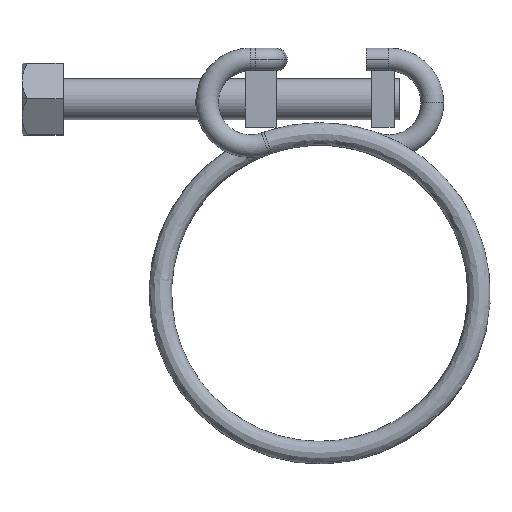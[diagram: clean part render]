
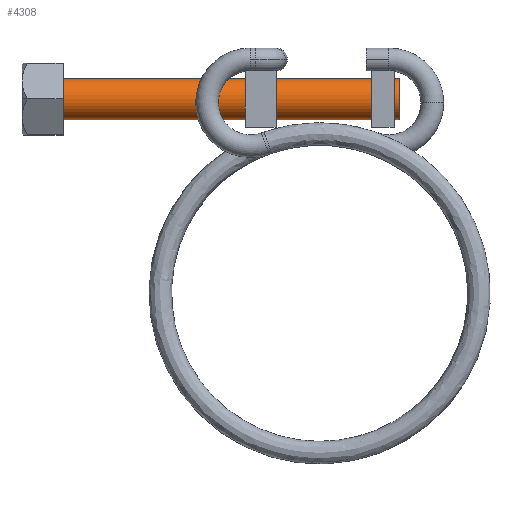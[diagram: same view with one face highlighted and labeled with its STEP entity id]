
A CAD part, top view. The second image highlights one B-rep face of the part: STEP entity #4308.
In plain terms, the highlighted cylindrical face has radius 2 mm (diameter 4 mm), a partial arc.
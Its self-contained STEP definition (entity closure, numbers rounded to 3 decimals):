
#9 = FACE_OUTER_BOUND ( 'NONE', #6147, .T. ) ;
#685 = DIRECTION ( 'NONE',  ( 0., -1., 0. ) ) ;
#1083 = VERTEX_POINT ( 'NONE', #7829 ) ;
#1842 = AXIS2_PLACEMENT_3D ( 'NONE', #4549, #3227, #5234 ) ;
#2197 = DIRECTION ( 'NONE',  ( -1., 0., 0. ) ) ;
#3084 = VERTEX_POINT ( 'NONE', #6755 ) ;
#3227 = DIRECTION ( 'NONE',  ( 1., 0., 0. ) ) ;
#3291 = ORIENTED_EDGE ( 'NONE', *, *, #7615, .F. ) ;
#3308 = CARTESIAN_POINT ( 'NONE',  ( 7.745, 18.9, 0. ) ) ;
#3651 = ORIENTED_EDGE ( 'NONE', *, *, #3998, .T. ) ;
#3789 = AXIS2_PLACEMENT_3D ( 'NONE', #3308, #4089, #685 ) ;
#3998 = EDGE_CURVE ( 'NONE', #1083, #5041, #5280, .T. ) ;
#4089 = DIRECTION ( 'NONE',  ( -1., 0., 0. ) ) ;
#4139 = DIRECTION ( 'NONE',  ( 0., 1., 0. ) ) ;
#4308 = ADVANCED_FACE ( 'NONE', ( #9 ), #6135, .T. ) ;
#4363 = EDGE_CURVE ( 'NONE', #1083, #4900, #4944, .T. ) ;
#4549 = CARTESIAN_POINT ( 'NONE',  ( -24.955, 18.9, 0. ) ) ;
#4597 = DIRECTION ( 'NONE',  ( -1., 0., 0. ) ) ;
#4627 = CARTESIAN_POINT ( 'NONE',  ( -24.955, 20.9, 0. ) ) ;
#4813 = CARTESIAN_POINT ( 'NONE',  ( 7.745, 18.9, 0. ) ) ;
#4900 = VERTEX_POINT ( 'NONE', #6404 ) ;
#4944 = CIRCLE ( 'NONE', #5095, 2. ) ;
#5041 = VERTEX_POINT ( 'NONE', #4627 ) ;
#5095 = AXIS2_PLACEMENT_3D ( 'NONE', #4813, #7576, #4139 ) ;
#5234 = DIRECTION ( 'NONE',  ( 0., 1., 0. ) ) ;
#5280 = LINE ( 'NONE', #8024, #6093 ) ;
#6093 = VECTOR ( 'NONE', #4597, 1000. ) ;
#6135 = CYLINDRICAL_SURFACE ( 'NONE', #3789, 2. ) ;
#6147 = EDGE_LOOP ( 'NONE', ( #6615, #3651, #6474, #3291 ) ) ;
#6299 = LINE ( 'NONE', #6893, #7879 ) ;
#6404 = CARTESIAN_POINT ( 'NONE',  ( 7.745, 16.9, 0. ) ) ;
#6474 = ORIENTED_EDGE ( 'NONE', *, *, #6913, .T. ) ;
#6615 = ORIENTED_EDGE ( 'NONE', *, *, #4363, .F. ) ;
#6755 = CARTESIAN_POINT ( 'NONE',  ( -24.955, 16.9, 0. ) ) ;
#6893 = CARTESIAN_POINT ( 'NONE',  ( 7.745, 16.9, 0. ) ) ;
#6913 = EDGE_CURVE ( 'NONE', #5041, #3084, #8159, .T. ) ;
#7576 = DIRECTION ( 'NONE',  ( 1., 0., 0. ) ) ;
#7615 = EDGE_CURVE ( 'NONE', #4900, #3084, #6299, .T. ) ;
#7829 = CARTESIAN_POINT ( 'NONE',  ( 7.745, 20.9, 0. ) ) ;
#7879 = VECTOR ( 'NONE', #2197, 1000. ) ;
#8024 = CARTESIAN_POINT ( 'NONE',  ( 7.745, 20.9, 0. ) ) ;
#8159 = CIRCLE ( 'NONE', #1842, 2. ) ;
